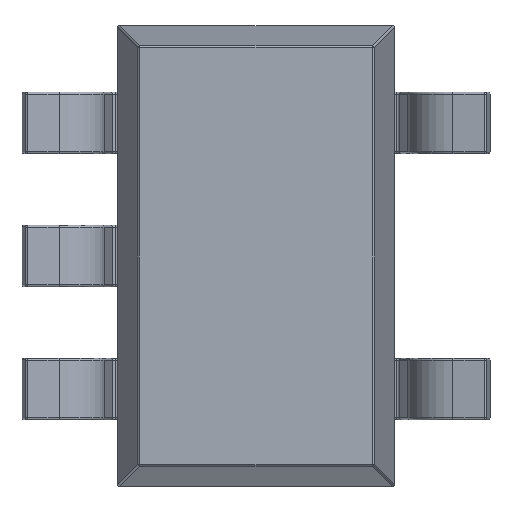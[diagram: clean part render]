
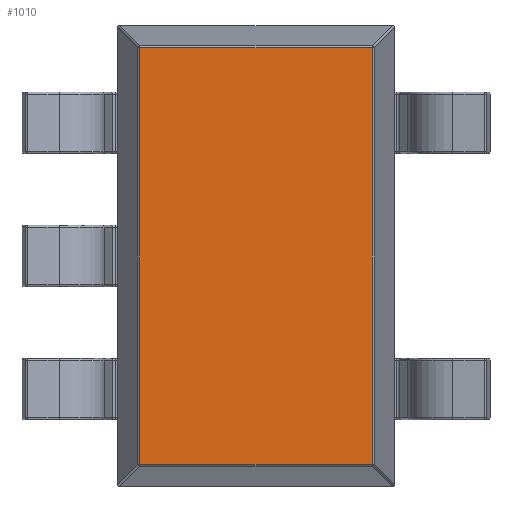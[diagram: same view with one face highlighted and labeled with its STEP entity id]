
A CAD part, front view. The second image highlights one B-rep face of the part: STEP entity #1010.
In plain terms, the highlighted planar face has unit normal (0, -1, 0).
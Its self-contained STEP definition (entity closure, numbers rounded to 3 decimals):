
#243 = CARTESIAN_POINT ( 'NONE',  ( -0.575, 0.1, 1.017 ) ) ;
#430 = VECTOR ( 'NONE', #6489, 1000. ) ;
#534 = EDGE_CURVE ( 'NONE', #10817, #7357, #2955, .T. ) ;
#787 = DIRECTION ( 'NONE',  ( 0., 1., 0. ) ) ;
#928 = LINE ( 'NONE', #6277, #9696 ) ;
#1010 = ADVANCED_FACE ( 'NONE', ( #10860 ), #10878, .F. ) ;
#1079 = CARTESIAN_POINT ( 'NONE',  ( 0.567, 0.1, 1.017 ) ) ;
#1097 = DIRECTION ( 'NONE',  ( -1., 0., 0. ) ) ;
#1533 = LINE ( 'NONE', #6130, #8044 ) ;
#2359 = ORIENTED_EDGE ( 'NONE', *, *, #3683, .T. ) ;
#2955 = LINE ( 'NONE', #9099, #430 ) ;
#3545 = VERTEX_POINT ( 'NONE', #1079 ) ;
#3683 = EDGE_CURVE ( 'NONE', #7357, #3545, #928, .T. ) ;
#3688 = ORIENTED_EDGE ( 'NONE', *, *, #534, .T. ) ;
#3786 = DIRECTION ( 'NONE',  ( 0., 0., 1. ) ) ;
#4249 = CARTESIAN_POINT ( 'NONE',  ( 0.567, 0.1, -1.017 ) ) ;
#4450 = AXIS2_PLACEMENT_3D ( 'NONE', #5864, #787, #6725 ) ;
#4581 = VERTEX_POINT ( 'NONE', #6010 ) ;
#5864 = CARTESIAN_POINT ( 'NONE',  ( 0., 0.1, -1.125 ) ) ;
#6010 = CARTESIAN_POINT ( 'NONE',  ( -0.567, 0.1, 1.017 ) ) ;
#6130 = CARTESIAN_POINT ( 'NONE',  ( -0.567, 0.1, -1.125 ) ) ;
#6276 = ORIENTED_EDGE ( 'NONE', *, *, #9235, .T. ) ;
#6277 = CARTESIAN_POINT ( 'NONE',  ( 0.567, 0.1, -1.125 ) ) ;
#6489 = DIRECTION ( 'NONE',  ( 1., 0., 0. ) ) ;
#6725 = DIRECTION ( 'NONE',  ( 0., 0., 1. ) ) ;
#6771 = CARTESIAN_POINT ( 'NONE',  ( -0.567, 0.1, -1.017 ) ) ;
#6814 = EDGE_LOOP ( 'NONE', ( #3688, #2359, #6276, #10034 ) ) ;
#6994 = DIRECTION ( 'NONE',  ( 0., 0., -1. ) ) ;
#7357 = VERTEX_POINT ( 'NONE', #4249 ) ;
#7907 = VECTOR ( 'NONE', #1097, 1000. ) ;
#8044 = VECTOR ( 'NONE', #6994, 1000. ) ;
#9099 = CARTESIAN_POINT ( 'NONE',  ( 0.575, 0.1, -1.017 ) ) ;
#9235 = EDGE_CURVE ( 'NONE', #3545, #4581, #10389, .T. ) ;
#9696 = VECTOR ( 'NONE', #3786, 1000. ) ;
#10034 = ORIENTED_EDGE ( 'NONE', *, *, #10949, .T. ) ;
#10389 = LINE ( 'NONE', #243, #7907 ) ;
#10817 = VERTEX_POINT ( 'NONE', #6771 ) ;
#10860 = FACE_OUTER_BOUND ( 'NONE', #6814, .T. ) ;
#10878 = PLANE ( 'NONE',  #4450 ) ;
#10949 = EDGE_CURVE ( 'NONE', #4581, #10817, #1533, .T. ) ;
